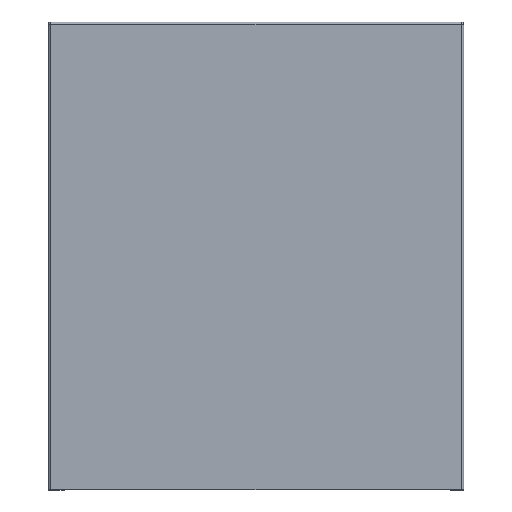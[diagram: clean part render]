
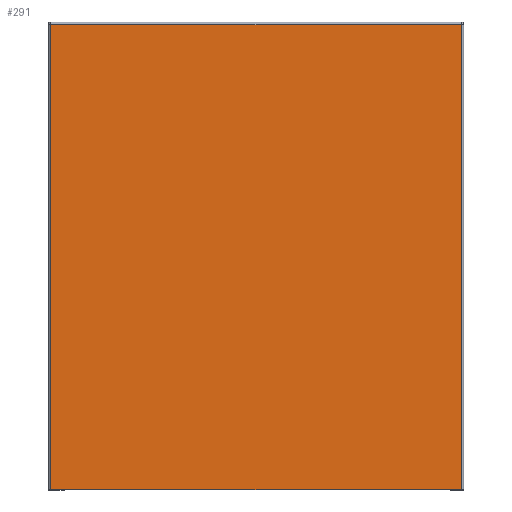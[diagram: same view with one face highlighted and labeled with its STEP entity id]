
A CAD part, top view. The second image highlights one B-rep face of the part: STEP entity #291.
In plain terms, the highlighted planar face has unit normal (0, 0, 1).
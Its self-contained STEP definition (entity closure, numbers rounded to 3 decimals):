
#24=PLANE('',#332);
#43=FACE_OUTER_BOUND('',#60,.T.);
#60=EDGE_LOOP('',(#266,#267,#268,#269));
#78=LINE('',#473,#107);
#79=LINE('',#475,#108);
#80=LINE('',#478,#109);
#86=LINE('',#490,#115);
#107=VECTOR('',#388,10.);
#108=VECTOR('',#391,10.);
#109=VECTOR('',#394,10.);
#115=VECTOR('',#406,10.);
#133=VERTEX_POINT('',#429);
#145=VERTEX_POINT('',#463);
#147=VERTEX_POINT('',#471);
#148=VERTEX_POINT('',#477);
#179=EDGE_CURVE('',#147,#133,#78,.T.);
#180=EDGE_CURVE('',#133,#145,#79,.T.);
#181=EDGE_CURVE('',#145,#148,#80,.T.);
#188=EDGE_CURVE('',#147,#148,#86,.T.);
#266=ORIENTED_EDGE('',*,*,#179,.F.);
#267=ORIENTED_EDGE('',*,*,#188,.T.);
#268=ORIENTED_EDGE('',*,*,#181,.F.);
#269=ORIENTED_EDGE('',*,*,#180,.F.);
#291=ADVANCED_FACE('',(#43),#24,.T.);
#332=AXIS2_PLACEMENT_3D('',#498,#416,#417);
#388=DIRECTION('',(0.,1.,0.));
#391=DIRECTION('',(1.,0.,0.));
#394=DIRECTION('',(0.,-1.,0.));
#406=DIRECTION('',(1.,0.,0.));
#416=DIRECTION('center_axis',(0.,0.,1.));
#417=DIRECTION('ref_axis',(1.,0.,0.));
#429=CARTESIAN_POINT('',(0.3,51.2,5.75));
#463=CARTESIAN_POINT('',(45.43,51.2,5.75));
#471=CARTESIAN_POINT('',(0.3,0.,5.75));
#473=CARTESIAN_POINT('',(0.3,38.625,5.75));
#475=CARTESIAN_POINT('',(34.298,51.2,5.75));
#477=CARTESIAN_POINT('',(45.43,0.,5.75));
#478=CARTESIAN_POINT('',(45.43,12.875,5.75));
#490=CARTESIAN_POINT('',(0.,0.,5.75));
#498=CARTESIAN_POINT('Origin',(22.865,25.75,5.75));
